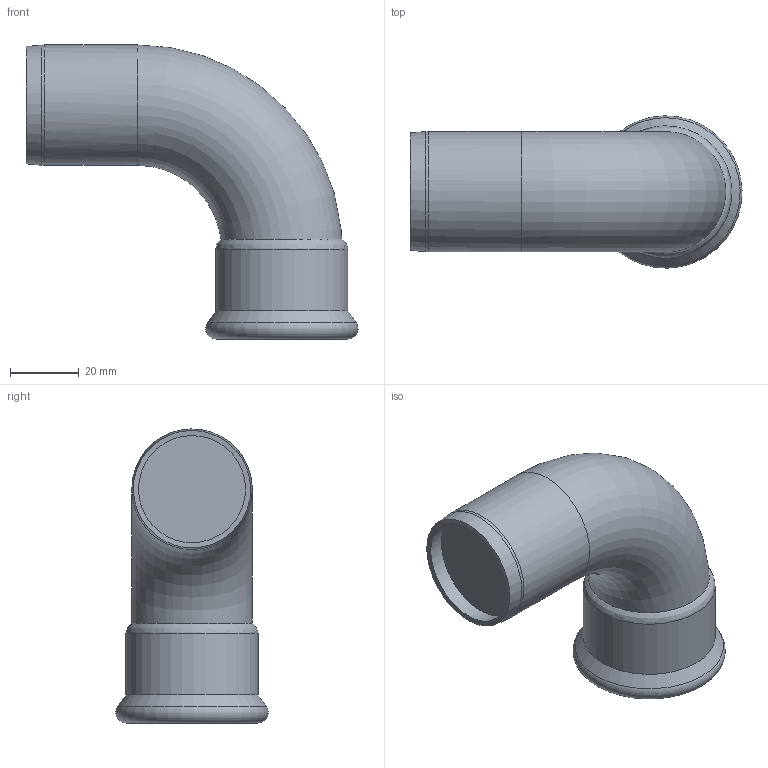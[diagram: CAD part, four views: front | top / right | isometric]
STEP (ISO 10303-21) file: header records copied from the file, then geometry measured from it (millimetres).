
FILE_DESCRIPTION(/* description */ (''),/* implementation_level */ '2;1');
FILE_NAME(/* name */ '43306.stp',/* time_stamp */ '2023-09-08T11:24:43+02:00',/* author */ ('JANAN'),/* organization */ (''),/* preprocessor_version */ 'ST-DEVELOPER v19.2',/* originating_system */ 'Autodesk Inventor 2023',/* authorisation */ '');
FILE_SCHEMA (('AUTOMOTIVE_DESIGN { 1 0 10303 214 3 1 1 }'));
Length unit declared in the file: millimetre
Products named in the file (1): tmpA05B.tmp
Bounding box: 96.54 x 44.28 x 85.5 mm (x, y, z)
Volume: 20843.8 mm3; surface area: 28037.4 mm2
Topology: 1 solids, 1 shells, 25 faces, 56 edges, 34 vertices
Faces by surface type: torus 7, cone 5, bspline 5, cylinder 5, plane 3
Full cylindrical faces by diameter (mm): 32 x1, 35 x1, 35.3 x1, 35.9 x1, 38.4 x1
Entity records: 1203 total; most frequent: CARTESIAN_POINT 592, DIRECTION 114, ORIENTED_EDGE 112, EDGE_CURVE 56, AXIS2_PLACEMENT_3D 52, VERTEX_POINT 34, CIRCLE 30, EDGE_LOOP 28
